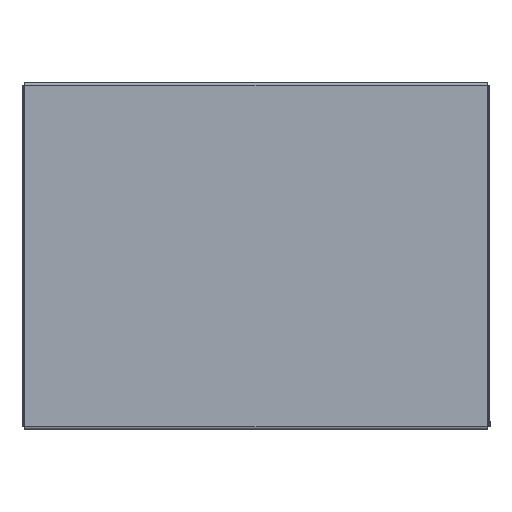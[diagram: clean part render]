
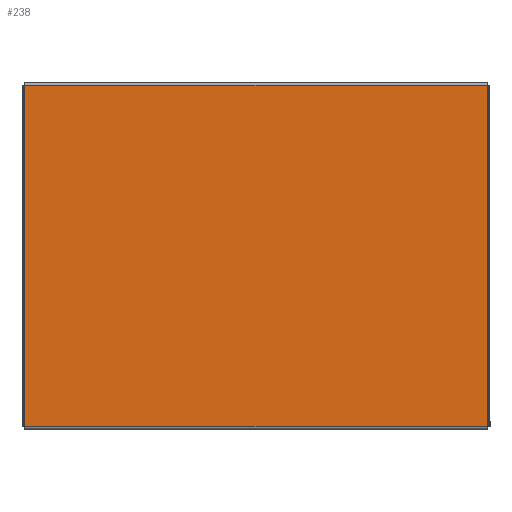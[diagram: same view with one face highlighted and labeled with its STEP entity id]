
A CAD part, top view. The second image highlights one B-rep face of the part: STEP entity #238.
In plain terms, the highlighted planar face has unit normal (0, 0, 1).
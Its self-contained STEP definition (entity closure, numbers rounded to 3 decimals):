
#21 = FACE_OUTER_BOUND ( 'NONE', #1089, .T. ) ;
#33 = VERTEX_POINT ( 'NONE', #515 ) ;
#68 = LINE ( 'NONE', #1141, #1043 ) ;
#78 = CARTESIAN_POINT ( 'NONE',  ( 250., 184.5, 0. ) ) ;
#111 = VECTOR ( 'NONE', #1668, 1000. ) ;
#192 = VERTEX_POINT ( 'NONE', #620 ) ;
#234 = ORIENTED_EDGE ( 'NONE', *, *, #1419, .T. ) ;
#238 = ADVANCED_FACE ( 'NONE', ( #21 ), #344, .T. ) ;
#335 = CARTESIAN_POINT ( 'NONE',  ( 0., 0., 0. ) ) ;
#344 = PLANE ( 'NONE',  #1584 ) ;
#515 = CARTESIAN_POINT ( 'NONE',  ( -250., 184.5, 0. ) ) ;
#583 = CARTESIAN_POINT ( 'NONE',  ( 250., 184.5, 0. ) ) ;
#620 = CARTESIAN_POINT ( 'NONE',  ( 250., -184.5, 0. ) ) ;
#637 = CARTESIAN_POINT ( 'NONE',  ( -253., -184.5, 0. ) ) ;
#701 = VERTEX_POINT ( 'NONE', #78 ) ;
#702 = CARTESIAN_POINT ( 'NONE',  ( -250., -184.5, 0. ) ) ;
#734 = DIRECTION ( 'NONE',  ( -1., 0., 0. ) ) ;
#809 = VERTEX_POINT ( 'NONE', #702 ) ;
#822 = VECTOR ( 'NONE', #734, 1000. ) ;
#847 = DIRECTION ( 'NONE',  ( 0., -1., 0. ) ) ;
#879 = CARTESIAN_POINT ( 'NONE',  ( -253., 184.5, 0. ) ) ;
#1043 = VECTOR ( 'NONE', #1273, 1000. ) ;
#1089 = EDGE_LOOP ( 'NONE', ( #234, #1355, #1679, #1374 ) ) ;
#1102 = DIRECTION ( 'NONE',  ( 0., 0., 1. ) ) ;
#1141 = CARTESIAN_POINT ( 'NONE',  ( -250., -184.5, 0. ) ) ;
#1155 = LINE ( 'NONE', #583, #1459 ) ;
#1273 = DIRECTION ( 'NONE',  ( 0., 1., 0. ) ) ;
#1325 = EDGE_CURVE ( 'NONE', #701, #192, #1155, .T. ) ;
#1329 = LINE ( 'NONE', #637, #111 ) ;
#1351 = DIRECTION ( 'NONE',  ( 1., 0., 0. ) ) ;
#1355 = ORIENTED_EDGE ( 'NONE', *, *, #1559, .F. ) ;
#1374 = ORIENTED_EDGE ( 'NONE', *, *, #1325, .F. ) ;
#1419 = EDGE_CURVE ( 'NONE', #701, #33, #1503, .T. ) ;
#1459 = VECTOR ( 'NONE', #847, 1000. ) ;
#1503 = LINE ( 'NONE', #879, #822 ) ;
#1536 = EDGE_CURVE ( 'NONE', #809, #192, #1329, .T. ) ;
#1559 = EDGE_CURVE ( 'NONE', #809, #33, #68, .T. ) ;
#1584 = AXIS2_PLACEMENT_3D ( 'NONE', #335, #1102, #1351 ) ;
#1668 = DIRECTION ( 'NONE',  ( 1., 0., 0. ) ) ;
#1679 = ORIENTED_EDGE ( 'NONE', *, *, #1536, .T. ) ;
